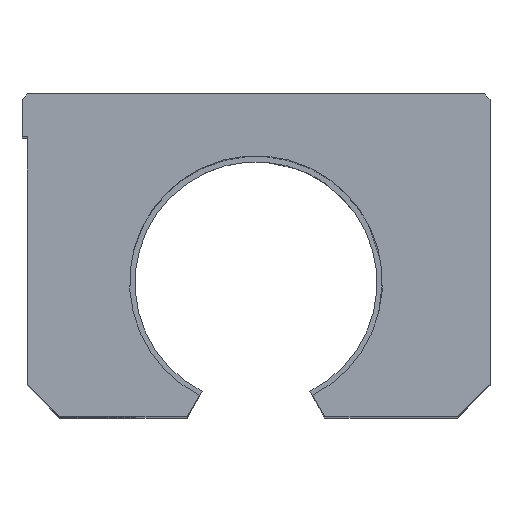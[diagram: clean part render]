
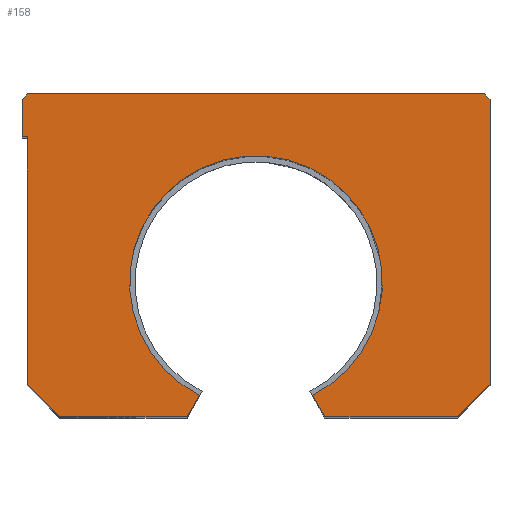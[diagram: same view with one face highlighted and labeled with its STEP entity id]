
A CAD part, top view. The second image highlights one B-rep face of the part: STEP entity #158.
In plain terms, the highlighted planar face has unit normal (0, 0, 1).
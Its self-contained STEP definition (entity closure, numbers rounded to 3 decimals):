
#158 = ADVANCED_FACE( '', ( #337 ), #338, .T. );
#337 = FACE_OUTER_BOUND( '', #508, .T. );
#338 = PLANE( '', #509 );
#508 = EDGE_LOOP( '', ( #882, #883, #884, #885, #886, #887, #888, #889, #890, #891, #892, #893, #894, #895 ) );
#509 = AXIS2_PLACEMENT_3D( '', #896, #897, #898 );
#882 = ORIENTED_EDGE( '', *, *, #1005, .T. );
#883 = ORIENTED_EDGE( '', *, *, #1023, .F. );
#884 = ORIENTED_EDGE( '', *, *, #940, .T. );
#885 = ORIENTED_EDGE( '', *, *, #911, .T. );
#886 = ORIENTED_EDGE( '', *, *, #959, .T. );
#887 = ORIENTED_EDGE( '', *, *, #1048, .T. );
#888 = ORIENTED_EDGE( '', *, *, #1053, .T. );
#889 = ORIENTED_EDGE( '', *, *, #1035, .T. );
#890 = ORIENTED_EDGE( '', *, *, #1040, .T. );
#891 = ORIENTED_EDGE( '', *, *, #986, .T. );
#892 = ORIENTED_EDGE( '', *, *, #966, .T. );
#893 = ORIENTED_EDGE( '', *, *, #1000, .T. );
#894 = ORIENTED_EDGE( '', *, *, #993, .T. );
#895 = ORIENTED_EDGE( '', *, *, #916, .F. );
#896 = CARTESIAN_POINT( '', ( 0., 0., 152. ) );
#897 = DIRECTION( '', ( 0., 0., 1. ) );
#898 = DIRECTION( '', ( 1., 0., 0. ) );
#911 = EDGE_CURVE( '', #1065, #1063, #1066, .T. );
#916 = EDGE_CURVE( '', #1072, #1074, #1075, .T. );
#940 = EDGE_CURVE( '', #1105, #1065, #1116, .T. );
#959 = EDGE_CURVE( '', #1063, #1146, #1148, .T. );
#966 = EDGE_CURVE( '', #1160, #1158, #1161, .T. );
#986 = EDGE_CURVE( '', #1194, #1160, #1195, .T. );
#993 = EDGE_CURVE( '', #1203, #1074, #1204, .T. );
#1000 = EDGE_CURVE( '', #1158, #1203, #1213, .T. );
#1005 = EDGE_CURVE( '', #1072, #1218, #1220, .T. );
#1023 = EDGE_CURVE( '', #1105, #1218, #1242, .T. );
#1035 = EDGE_CURVE( '', #1260, #1258, #1261, .T. );
#1040 = EDGE_CURVE( '', #1258, #1194, #1266, .T. );
#1048 = EDGE_CURVE( '', #1146, #1274, #1276, .T. );
#1053 = EDGE_CURVE( '', #1274, #1260, #1281, .T. );
#1063 = VERTEX_POINT( '', #1292 );
#1065 = VERTEX_POINT( '', #1295 );
#1066 = LINE( '', #1296, #1297 );
#1072 = VERTEX_POINT( '', #1305 );
#1074 = VERTEX_POINT( '', #1308 );
#1075 = LINE( '', #1309, #1310 );
#1105 = VERTEX_POINT( '', #1405 );
#1116 = LINE( '', #1421, #1422 );
#1146 = VERTEX_POINT( '', #1516 );
#1148 = LINE( '', #1519, #1520 );
#1158 = VERTEX_POINT( '', #1533 );
#1160 = VERTEX_POINT( '', #1536 );
#1161 = LINE( '', #1537, #1538 );
#1194 = VERTEX_POINT( '', #1579 );
#1195 = LINE( '', #1580, #1581 );
#1203 = VERTEX_POINT( '', #1593 );
#1204 = LINE( '', #1594, #1595 );
#1213 = LINE( '', #1609, #1610 );
#1218 = VERTEX_POINT( '', #1615 );
#1220 = CIRCLE( '', #1618, 23.5 );
#1242 = LINE( '', #1698, #1699 );
#1258 = VERTEX_POINT( '', #1719 );
#1260 = VERTEX_POINT( '', #1722 );
#1261 = LINE( '', #1723, #1724 );
#1266 = LINE( '', #1731, #1732 );
#1274 = VERTEX_POINT( '', #1743 );
#1276 = LINE( '', #1746, #1747 );
#1281 = LINE( '', #1753, #1754 );
#1292 = CARTESIAN_POINT( '', ( 43.5, 6., 152. ) );
#1295 = CARTESIAN_POINT( '', ( 37.5, 0., 152. ) );
#1296 = CARTESIAN_POINT( '', ( 37.5, 0., 152. ) );
#1297 = VECTOR( '', #1762, 1000. );
#1305 = CARTESIAN_POINT( '', ( -10.5, 3.976, 152. ) );
#1308 = CARTESIAN_POINT( '', ( -12.796, 0., 152. ) );
#1309 = CARTESIAN_POINT( '', ( 0., 22.163, 152. ) );
#1310 = VECTOR( '', #1766, 1000. );
#1405 = CARTESIAN_POINT( '', ( 12.796, 0., 152. ) );
#1421 = CARTESIAN_POINT( '', ( -36.5, 0., 152. ) );
#1422 = VECTOR( '', #1799, 1000. );
#1516 = CARTESIAN_POINT( '', ( 43.5, 59., 152. ) );
#1519 = CARTESIAN_POINT( '', ( 43.5, 6., 152. ) );
#1520 = VECTOR( '', #1824, 1000. );
#1533 = CARTESIAN_POINT( '', ( -42.5, 6., 152. ) );
#1536 = CARTESIAN_POINT( '', ( -42.5, 52., 152. ) );
#1537 = CARTESIAN_POINT( '', ( -42.5, 52., 152. ) );
#1538 = VECTOR( '', #1832, 1000. );
#1579 = CARTESIAN_POINT( '', ( -43.5, 52., 152. ) );
#1580 = CARTESIAN_POINT( '', ( -43.5, 52., 152. ) );
#1581 = VECTOR( '', #1859, 1000. );
#1593 = CARTESIAN_POINT( '', ( -36.5, 0., 152. ) );
#1594 = CARTESIAN_POINT( '', ( -36.5, 0., 152. ) );
#1595 = VECTOR( '', #1864, 1000. );
#1609 = CARTESIAN_POINT( '', ( -42.5, 6., 152. ) );
#1610 = VECTOR( '', #1870, 1000. );
#1615 = CARTESIAN_POINT( '', ( 10.5, 3.976, 152. ) );
#1618 = AXIS2_PLACEMENT_3D( '', #1875, #1876, #1877 );
#1698 = CARTESIAN_POINT( '', ( 13.373, -1., 152. ) );
#1699 = VECTOR( '', #1892, 1000. );
#1719 = CARTESIAN_POINT( '', ( -43.5, 59., 152. ) );
#1722 = CARTESIAN_POINT( '', ( -42.5, 60., 152. ) );
#1723 = CARTESIAN_POINT( '', ( -42.5, 60., 152. ) );
#1724 = VECTOR( '', #1907, 1000. );
#1731 = CARTESIAN_POINT( '', ( -43.5, 59., 152. ) );
#1732 = VECTOR( '', #1910, 1000. );
#1743 = CARTESIAN_POINT( '', ( 42.5, 60., 152. ) );
#1746 = CARTESIAN_POINT( '', ( 43.5, 59., 152. ) );
#1747 = VECTOR( '', #1915, 1000. );
#1753 = CARTESIAN_POINT( '', ( 42.5, 60., 152. ) );
#1754 = VECTOR( '', #1917, 1000. );
#1762 = DIRECTION( '', ( 0.707, 0.707, 0. ) );
#1766 = DIRECTION( '', ( -0.5, -0.866, 0. ) );
#1799 = DIRECTION( '', ( 1., 0., 0. ) );
#1824 = DIRECTION( '', ( 0., 1., 0. ) );
#1832 = DIRECTION( '', ( 0., -1., 0. ) );
#1859 = DIRECTION( '', ( 1., 0., 0. ) );
#1864 = DIRECTION( '', ( 1., 0., 0. ) );
#1870 = DIRECTION( '', ( 0.707, -0.707, 0. ) );
#1875 = CARTESIAN_POINT( '', ( 0., 25., 152. ) );
#1876 = DIRECTION( '', ( 0., 0., -1. ) );
#1877 = DIRECTION( '', ( -1., 0., 0. ) );
#1892 = DIRECTION( '', ( -0.5, 0.866, 0. ) );
#1907 = DIRECTION( '', ( -0.707, -0.707, 0. ) );
#1910 = DIRECTION( '', ( 0., -1., 0. ) );
#1915 = DIRECTION( '', ( -0.707, 0.707, 0. ) );
#1917 = DIRECTION( '', ( -1., 0., 0. ) );
